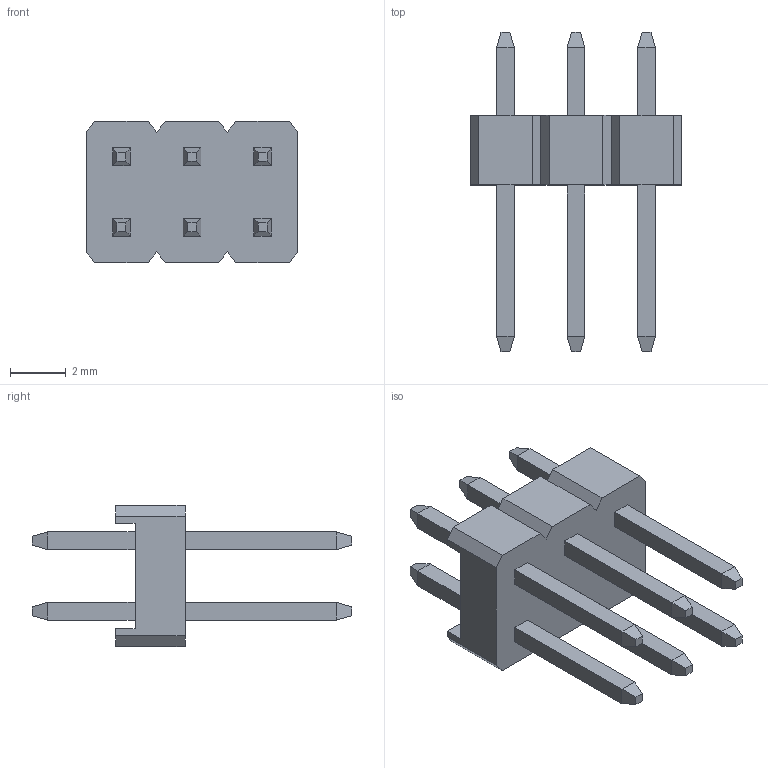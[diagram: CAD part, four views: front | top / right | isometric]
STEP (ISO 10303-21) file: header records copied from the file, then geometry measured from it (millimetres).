
FILE_DESCRIPTION(('STEP AP214'),'1');
FILE_NAME('pin_header_awl254-dg-g06d.stp','2015-05-08T16:00:18',('TraceParts'),('TraceParts S.A.'),'XStep 1.0',' ',' ');
FILE_SCHEMA(('automotive_design'));
Length unit declared in the file: millimetre
Products named in the file (1): 1
Bounding box: 7.62 x 11.5 x 5.08 mm (x, y, z)
Volume: 97.5 mm3; surface area: 288.3 mm2
Topology: 1 solids, 1 shells, 146 faces, 348 edges, 216 vertices
Faces by surface type: plane 146
Entity records: 8072 total; most frequent: CARTESIAN_POINT 711, STYLED_ITEM 710, PRESENTATION_STYLE_ASSIGNMENT 710, COLOUR_RGB 710, ORIENTED_EDGE 696, DIRECTION 642, EDGE_CURVE 348, CURVE_STYLE 348
